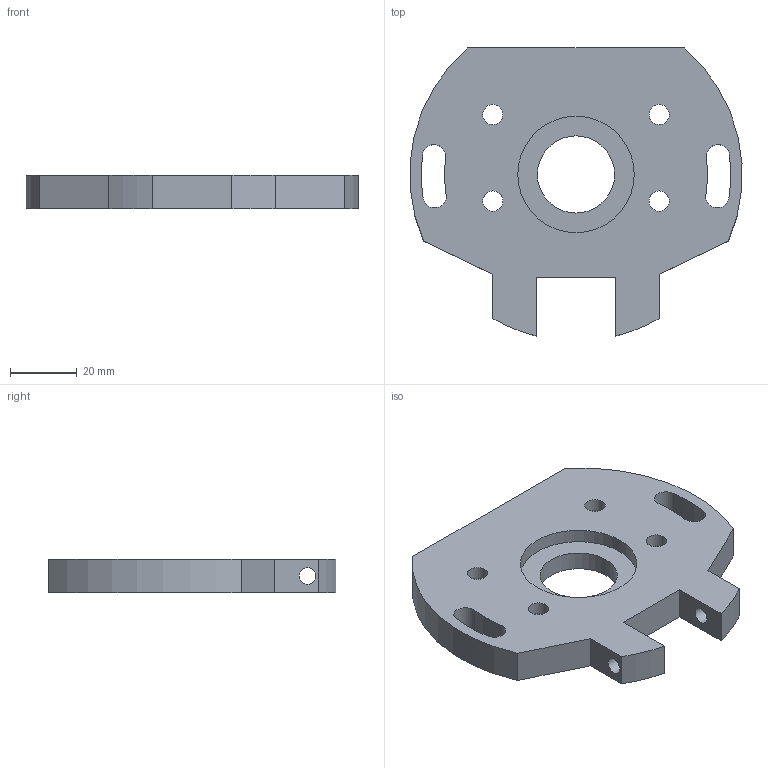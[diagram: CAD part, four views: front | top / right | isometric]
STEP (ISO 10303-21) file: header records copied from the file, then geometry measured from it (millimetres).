
FILE_DESCRIPTION(/* description */ ('STEP AP242','CAx-IF Rec.Pracs.---Representation and Presentation of Product Manufacturing Information (PMI)---4.0---2014-10-13','CAx-IF Rec.Pracs.---3D Tessellated Geometry---0.4---2014-09-14','2;1'),/* implementation_level */ '2;1');
FILE_NAME(/* name */ '2-3-4 - Base Az - Base Az',/* time_stamp */ '2024-07-03T13:33:24Z',/* author */ (''),/* organization */ (''),/* preprocessor_version */ 'ST-DEVELOPER v20',/* originating_system */ ' ',/* authorisation */ ' ');
FILE_SCHEMA (('AP242_MANAGED_MODEL_BASED_3D_ENGINEERING_MIM_LF { 1 0 10303 442 1 1 4 }'));
Length unit declared in the file: metre
Products named in the file (1): Base Az
Bounding box: 99.78 x 86.54 x 10 mm (x, y, z)
Volume: 52630.3 mm3; surface area: 18232.6 mm2
Topology: 1 solids, 1 shells, 39 faces, 102 edges, 70 vertices
Faces by surface type: cylinder 24, plane 15
Full cylindrical faces by diameter (mm): 5 x2, 6.1 x4, 11.25 x4, 23.2 x1, 35 x1
Entity records: 1176 total; most frequent: DIRECTION 212, CARTESIAN_POINT 188, ORIENTED_EDGE 168, AXIS2_PLACEMENT_3D 88, EDGE_CURVE 84, EDGE_LOOP 74, FACE_BOUND 74, VERTEX_POINT 64
